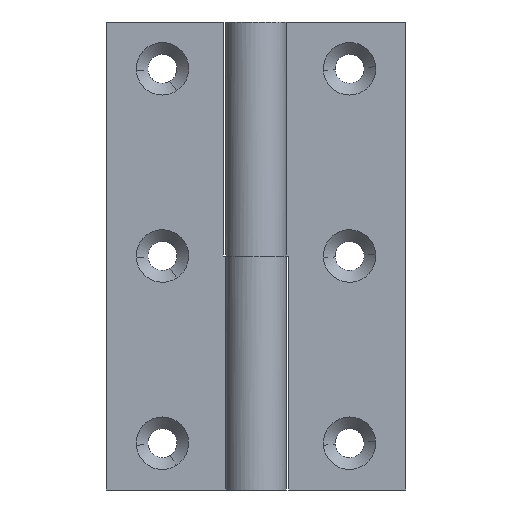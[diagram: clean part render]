
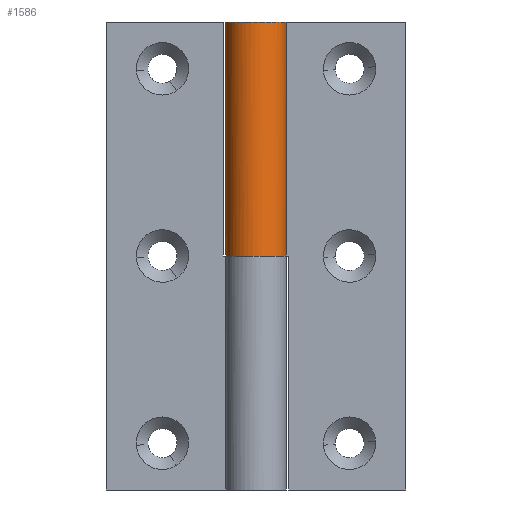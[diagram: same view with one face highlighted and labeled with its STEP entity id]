
A CAD part, front view. The second image highlights one B-rep face of the part: STEP entity #1586.
In plain terms, the highlighted free-form (B-spline) face has degree [1, 2] with [2, 7] control points.
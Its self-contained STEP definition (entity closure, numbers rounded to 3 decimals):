
#1371=CARTESIAN_POINT('',(2.77,1.7,25.0));
#1372=VERTEX_POINT('',#1371);
#1378=CARTESIAN_POINT('',(0.0,3.25,25.0));
#1379=VERTEX_POINT('',#1378);
#1380=CARTESIAN_POINT('',(0.0,3.25,25.0));
#1381=CARTESIAN_POINT('',(-2.511,3.25,25.));
#1382=CARTESIAN_POINT('',(-3.145,0.82,25.0));
#1383=CARTESIAN_POINT('',(-3.778,-1.61,25.));
#1384=CARTESIAN_POINT('',(-1.587,-2.836,25.0));
#1385=CARTESIAN_POINT('',(0.604,-4.062,25.));
#1386=CARTESIAN_POINT('',(2.344,-2.251,25.0));
#1387=CARTESIAN_POINT('',(4.083,-0.44,25.));
#1388=CARTESIAN_POINT('',(2.77,1.7,25.0));
#1396=(BOUNDED_CURVE()B_SPLINE_CURVE(2,(#1380,#1381,#1382,#1383,#1384,#1385,#1386,#1387,#1388),.UNSPECIFIED.,.F.,.U.)B_SPLINE_CURVE_WITH_KNOTS((3,2,2,2,3),(0.0,0.25,0.5,0.75,1.0),.UNSPECIFIED.)CURVE()GEOMETRIC_REPRESENTATION_ITEM()RATIONAL_B_SPLINE_CURVE((1.0,0.791,1.0,0.791,1.0,0.791,1.0,0.791,1.0))REPRESENTATION_ITEM(''));
#1397=EDGE_CURVE('',#1379,#1372,#1396,.T.);
#1450=CARTESIAN_POINT('',(0.0,3.25,50.0));
#1451=VERTEX_POINT('',#1450);
#1457=CARTESIAN_POINT('',(2.77,1.7,50.0));
#1458=VERTEX_POINT('',#1457);
#1459=CARTESIAN_POINT('',(2.77,1.7,50.0));
#1460=CARTESIAN_POINT('',(4.083,-0.44,50.0));
#1461=CARTESIAN_POINT('',(2.344,-2.251,50.0));
#1462=CARTESIAN_POINT('',(0.604,-4.062,50.0));
#1463=CARTESIAN_POINT('',(-1.587,-2.836,50.0));
#1464=CARTESIAN_POINT('',(-3.778,-1.61,50.0));
#1465=CARTESIAN_POINT('',(-3.145,0.82,50.0));
#1466=CARTESIAN_POINT('',(-2.511,3.25,50.0));
#1467=CARTESIAN_POINT('',(0.0,3.25,50.0));
#1475=(BOUNDED_CURVE()B_SPLINE_CURVE(2,(#1459,#1460,#1461,#1462,#1463,#1464,#1465,#1466,#1467),.UNSPECIFIED.,.F.,.U.)B_SPLINE_CURVE_WITH_KNOTS((3,2,2,2,3),(0.0,0.25,0.5,0.75,1.0),.UNSPECIFIED.)CURVE()GEOMETRIC_REPRESENTATION_ITEM()RATIONAL_B_SPLINE_CURVE((1.0,0.791,1.0,0.791,1.0,0.791,1.0,0.791,1.0))REPRESENTATION_ITEM(''));
#1476=EDGE_CURVE('',#1458,#1451,#1475,.T.);
#1546=CARTESIAN_POINT('',(2.77,1.7,50.0));
#1547=CARTESIAN_POINT('',(2.77,1.7,25.0));
#1548=QUASI_UNIFORM_CURVE('',1,(#1546,#1547),.UNSPECIFIED.,.F.,.U.);
#1549=EDGE_CURVE('',#1458,#1372,#1548,.T.);
#1554=CARTESIAN_POINT('',(0.028,3.25,50.625));
#1555=CARTESIAN_POINT('',(0.028,3.25,24.359));
#1556=CARTESIAN_POINT('',(-3.961,3.285,50.625));
#1557=CARTESIAN_POINT('',(-3.961,3.285,24.359));
#1558=CARTESIAN_POINT('',(-3.188,-0.629,50.625));
#1559=CARTESIAN_POINT('',(-3.188,-0.629,24.359));
#1560=CARTESIAN_POINT('',(-2.416,-4.544,50.625));
#1561=CARTESIAN_POINT('',(-2.416,-4.544,24.359));
#1562=CARTESIAN_POINT('',(1.261,-2.995,50.625));
#1563=CARTESIAN_POINT('',(1.261,-2.995,24.359));
#1564=CARTESIAN_POINT('',(4.938,-1.447,50.625));
#1565=CARTESIAN_POINT('',(4.938,-1.447,24.359));
#1566=CARTESIAN_POINT('',(2.678,1.841,50.625));
#1567=CARTESIAN_POINT('',(2.678,1.841,24.359));
#1575=(BOUNDED_SURFACE()B_SPLINE_SURFACE(1,2,((#1554,#1556,#1558,#1560,#1562,#1564,#1566),(#1555,#1557,#1559,#1561,#1563,#1565,#1567)),.UNSPECIFIED.,.F.,.F.,.U.)B_SPLINE_SURFACE_WITH_KNOTS((2,2),(3,2,2,3),(0.0,26.266),(0.0,6.177,12.355,18.532),.UNSPECIFIED.)GEOMETRIC_REPRESENTATION_ITEM()RATIONAL_B_SPLINE_SURFACE(((1.0,0.632,1.0,0.632,1.0,0.632,1.0),(1.0,0.632,1.0,0.632,1.0,0.632,1.0)))REPRESENTATION_ITEM('')SURFACE());
#1576=ORIENTED_EDGE('',*,*,#1397,.T.);
#1577=ORIENTED_EDGE('',*,*,#1549,.F.);
#1578=ORIENTED_EDGE('',*,*,#1476,.T.);
#1579=CARTESIAN_POINT('',(0.0,3.25,50.0));
#1580=CARTESIAN_POINT('',(0.0,3.25,25.0));
#1581=QUASI_UNIFORM_CURVE('',1,(#1579,#1580),.UNSPECIFIED.,.F.,.U.);
#1582=EDGE_CURVE('',#1451,#1379,#1581,.T.);
#1583=ORIENTED_EDGE('',*,*,#1582,.T.);
#1584=EDGE_LOOP('',(#1576,#1577,#1578,#1583));
#1585=FACE_OUTER_BOUND('',#1584,.T.);
#1586=ADVANCED_FACE('',(#1585),#1575,.T.);
